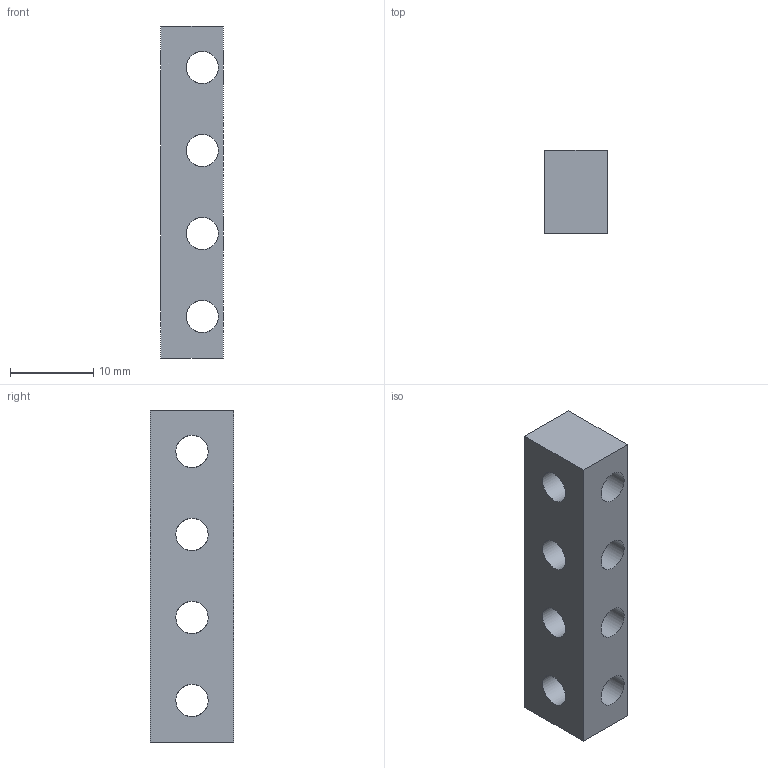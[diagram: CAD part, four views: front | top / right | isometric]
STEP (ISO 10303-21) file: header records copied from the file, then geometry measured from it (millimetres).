
FILE_DESCRIPTION(('Open CASCADE Model'),'2;1');
FILE_NAME('Open CASCADE Shape Model','2025-02-28T20:26:13',('Author'),( 'Open CASCADE'),'Open CASCADE STEP processor 7.8','Open CASCADE 7.8' ,'Unknown');
FILE_SCHEMA(('AUTOMOTIVE_DESIGN { 1 0 10303 214 1 1 1 1 }'));
Length unit declared in the file: millimetre
Products named in the file (1): Open CASCADE STEP translator 7.8 7
Bounding box: 7.5 x 10 x 40 mm (x, y, z)
Volume: 2322 mm3; surface area: 1973.2 mm2
Topology: 1 solids, 1 shells, 22 faces, 68 edges, 40 vertices
Faces by surface type: cylinder 16, plane 6
Full cylindrical faces by diameter (mm): 3.9 x16
Entity records: 2154 total; most frequent: CARTESIAN_POINT 859, DIRECTION 226, ORIENTED_EDGE 136, PCURVE 136, DEFINITIONAL_REPRESENTATION 136, LINE 100, VECTOR 100, EDGE_CURVE 68
